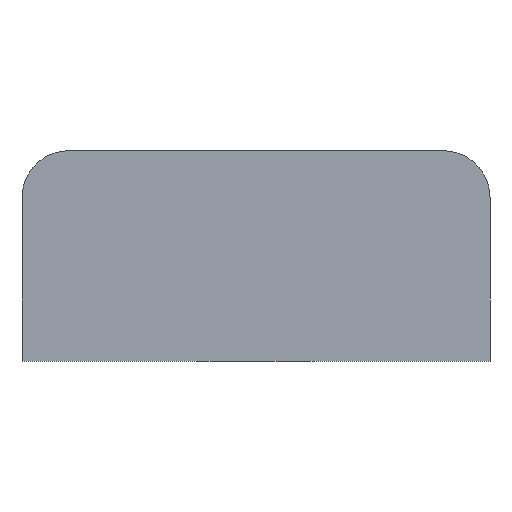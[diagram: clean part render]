
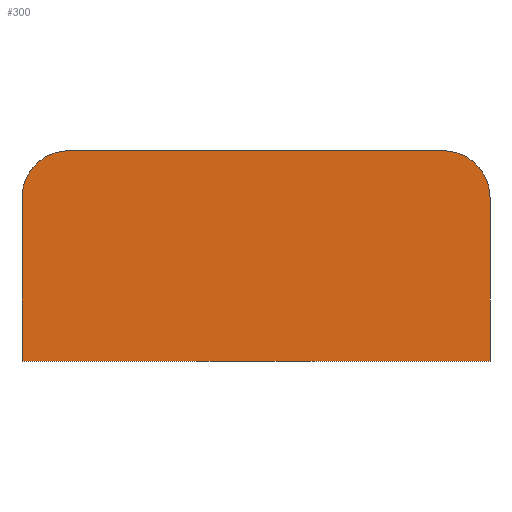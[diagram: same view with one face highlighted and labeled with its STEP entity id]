
A CAD part, front view. The second image highlights one B-rep face of the part: STEP entity #300.
In plain terms, the highlighted planar face has unit normal (0, -1, 0).
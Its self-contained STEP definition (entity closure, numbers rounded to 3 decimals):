
#19=PLANE('',#335);
#31=FACE_OUTER_BOUND('',#49,.T.);
#49=EDGE_LOOP('',(#220,#221,#222,#223,#224,#225));
#68=LINE('',#460,#98);
#73=LINE('',#474,#103);
#74=LINE('',#476,#104);
#75=LINE('',#478,#105);
#98=VECTOR('',#370,10.);
#103=VECTOR('',#381,10.);
#104=VECTOR('',#382,10.);
#105=VECTOR('',#383,10.);
#126=CIRCLE('',#330,2.);
#130=CIRCLE('',#336,2.);
#138=VERTEX_POINT('',#450);
#139=VERTEX_POINT('',#451);
#142=VERTEX_POINT('',#459);
#148=VERTEX_POINT('',#473);
#149=VERTEX_POINT('',#475);
#150=VERTEX_POINT('',#477);
#166=EDGE_CURVE('',#138,#139,#126,.T.);
#170=EDGE_CURVE('',#139,#142,#68,.T.);
#177=EDGE_CURVE('',#148,#138,#73,.T.);
#178=EDGE_CURVE('',#149,#148,#74,.T.);
#179=EDGE_CURVE('',#149,#150,#75,.T.);
#180=EDGE_CURVE('',#142,#150,#130,.T.);
#220=ORIENTED_EDGE('',*,*,#166,.F.);
#221=ORIENTED_EDGE('',*,*,#177,.F.);
#222=ORIENTED_EDGE('',*,*,#178,.F.);
#223=ORIENTED_EDGE('',*,*,#179,.T.);
#224=ORIENTED_EDGE('',*,*,#180,.F.);
#225=ORIENTED_EDGE('',*,*,#170,.F.);
#300=ADVANCED_FACE('',(#31),#19,.T.);
#330=AXIS2_PLACEMENT_3D('',#452,#362,#363);
#335=AXIS2_PLACEMENT_3D('',#472,#379,#380);
#336=AXIS2_PLACEMENT_3D('',#479,#384,#385);
#362=DIRECTION('center_axis',(0.,1.,0.));
#363=DIRECTION('ref_axis',(-0.707,0.,0.707));
#370=DIRECTION('',(1.,0.,0.));
#379=DIRECTION('center_axis',(0.,-1.,0.));
#380=DIRECTION('ref_axis',(1.,0.,0.));
#381=DIRECTION('',(0.,0.,1.));
#382=DIRECTION('',(-1.,0.,0.));
#383=DIRECTION('',(0.,0.,1.));
#384=DIRECTION('center_axis',(0.,1.,0.));
#385=DIRECTION('ref_axis',(0.707,0.,0.707));
#450=CARTESIAN_POINT('',(0.,-16.,7.));
#451=CARTESIAN_POINT('',(2.,-16.,9.));
#452=CARTESIAN_POINT('Origin',(2.,-16.,7.));
#459=CARTESIAN_POINT('',(18.,-16.,9.));
#460=CARTESIAN_POINT('',(5.,-16.,9.));
#472=CARTESIAN_POINT('Origin',(0.,-16.,0.));
#473=CARTESIAN_POINT('',(0.,-16.,0.));
#474=CARTESIAN_POINT('',(0.,-16.,0.));
#475=CARTESIAN_POINT('',(20.,-16.,0.));
#476=CARTESIAN_POINT('',(20.,-16.,0.));
#477=CARTESIAN_POINT('',(20.,-16.,7.));
#478=CARTESIAN_POINT('',(20.,-16.,0.));
#479=CARTESIAN_POINT('Origin',(18.,-16.,7.));
